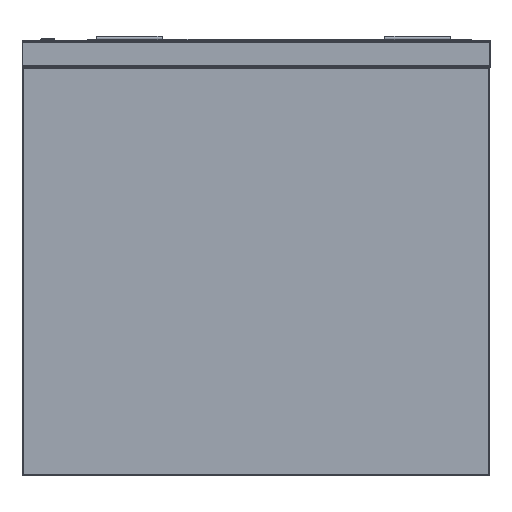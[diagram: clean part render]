
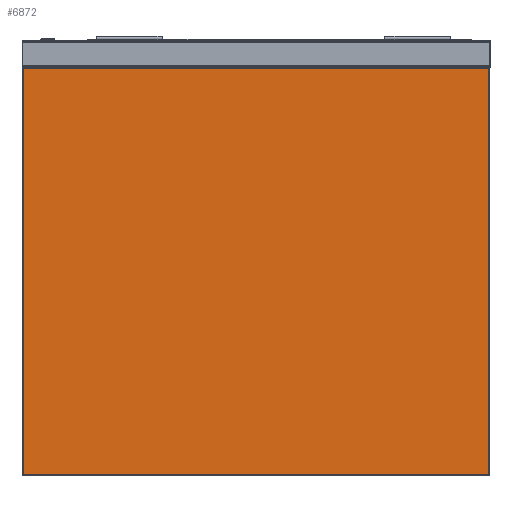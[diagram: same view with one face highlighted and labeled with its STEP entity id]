
A CAD part, left-side view. The second image highlights one B-rep face of the part: STEP entity #6872.
In plain terms, the highlighted planar face has unit normal (-1, 0, 0).
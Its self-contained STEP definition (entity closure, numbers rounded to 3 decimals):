
#1742 = VECTOR ( 'NONE', #9649, 1000. ) ;
#1832 = PLANE ( 'NONE',  #10331 ) ;
#6872 = ADVANCED_FACE ( 'Fl�che7', ( #16634 ), #1832, .T. ) ;
#6983 = VERTEX_POINT ( 'NONE', #19429 ) ;
#9069 = DIRECTION ( 'NONE',  ( -1., 0., 0. ) ) ;
#9649 = DIRECTION ( 'NONE',  ( 0., 1., 0. ) ) ;
#10331 = AXIS2_PLACEMENT_3D ( 'NONE', #24716, #9069, #31812 ) ;
#10592 = CARTESIAN_POINT ( 'NONE',  ( -260., 353., -660. ) ) ;
#10679 = ORIENTED_EDGE ( 'NONE', *, *, #15878, .T. ) ;
#11747 = VERTEX_POINT ( 'NONE', #28105 ) ;
#12554 = DIRECTION ( 'NONE',  ( 0., 0., 1. ) ) ;
#13057 = LINE ( 'NONE', #10592, #30290 ) ;
#14825 = ORIENTED_EDGE ( 'NONE', *, *, #21821, .T. ) ;
#15878 = EDGE_CURVE ( 'NONE', #11747, #19689, #24761, .T. ) ;
#16634 = FACE_OUTER_BOUND ( 'NONE', #24488, .T. ) ;
#17661 = DIRECTION ( 'NONE',  ( 0., 0., -1. ) ) ;
#19379 = ORIENTED_EDGE ( 'NONE', *, *, #31785, .T. ) ;
#19429 = CARTESIAN_POINT ( 'NONE',  ( -260., 353., -658. ) ) ;
#19689 = VERTEX_POINT ( 'NONE', #27427 ) ;
#19737 = VECTOR ( 'NONE', #25049, 1000. ) ;
#21821 = EDGE_CURVE ( 'NONE', #6983, #11747, #22588, .T. ) ;
#22588 = LINE ( 'NONE', #22901, #19737 ) ;
#22681 = EDGE_CURVE ( 'NONE', #28486, #6983, #13057, .T. ) ;
#22901 = CARTESIAN_POINT ( 'NONE',  ( -260., -355., -658. ) ) ;
#23337 = LINE ( 'NONE', #24629, #1742 ) ;
#24488 = EDGE_LOOP ( 'NONE', ( #10679, #19379, #30075, #14825 ) ) ;
#24629 = CARTESIAN_POINT ( 'NONE',  ( -260., 355., -42. ) ) ;
#24716 = CARTESIAN_POINT ( 'NONE',  ( -260., -355., -660. ) ) ;
#24761 = LINE ( 'NONE', #25078, #29930 ) ;
#25049 = DIRECTION ( 'NONE',  ( 0., -1., 0. ) ) ;
#25078 = CARTESIAN_POINT ( 'NONE',  ( -260., -353., -660. ) ) ;
#27427 = CARTESIAN_POINT ( 'NONE',  ( -260., -353., -42. ) ) ;
#28105 = CARTESIAN_POINT ( 'NONE',  ( -260., -353., -658. ) ) ;
#28486 = VERTEX_POINT ( 'NONE', #28783 ) ;
#28783 = CARTESIAN_POINT ( 'NONE',  ( -260., 353., -42. ) ) ;
#29930 = VECTOR ( 'NONE', #12554, 1000. ) ;
#30075 = ORIENTED_EDGE ( 'NONE', *, *, #22681, .T. ) ;
#30290 = VECTOR ( 'NONE', #17661, 1000. ) ;
#31785 = EDGE_CURVE ( 'NONE', #19689, #28486, #23337, .T. ) ;
#31812 = DIRECTION ( 'NONE',  ( 0., 0., 1. ) ) ;
